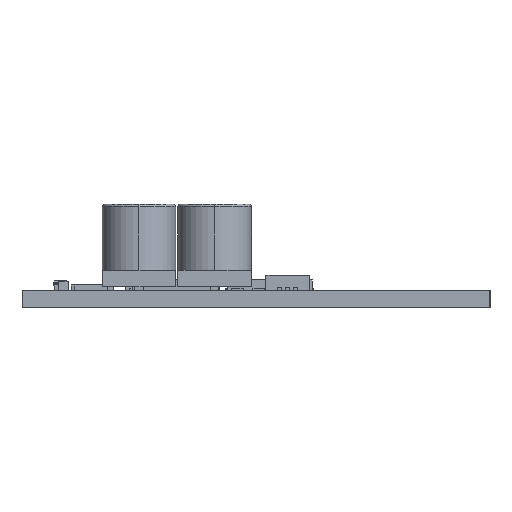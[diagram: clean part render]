
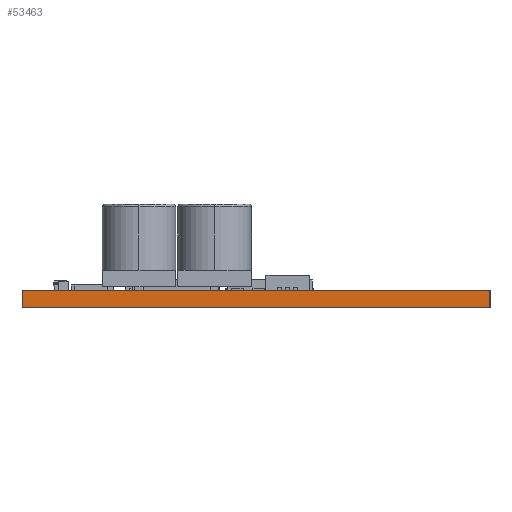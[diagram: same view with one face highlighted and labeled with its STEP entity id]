
A CAD part, left-side view. The second image highlights one B-rep face of the part: STEP entity #53463.
In plain terms, the highlighted planar face has unit normal (-1, 0, 0).
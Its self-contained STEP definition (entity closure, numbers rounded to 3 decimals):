
#522 = CARTESIAN_POINT ( 'NONE',  ( 0., 43.18, 0. ) ) ;
#1696 = ORIENTED_EDGE ( 'NONE', *, *, #42147, .T. ) ;
#1758 = ORIENTED_EDGE ( 'NONE', *, *, #18235, .T. ) ;
#2022 = DIRECTION ( 'NONE',  ( 0., -1., 0. ) ) ;
#2352 = CARTESIAN_POINT ( 'NONE',  ( 0., 43.18, 0. ) ) ;
#10695 = FACE_OUTER_BOUND ( 'NONE', #34405, .T. ) ;
#12542 = DIRECTION ( 'NONE',  ( 0., 0., -1. ) ) ;
#12833 = VERTEX_POINT ( 'NONE', #23660 ) ;
#13128 = EDGE_CURVE ( 'NONE', #50646, #15305, #35247, .T. ) ;
#14460 = VERTEX_POINT ( 'NONE', #522 ) ;
#15305 = VERTEX_POINT ( 'NONE', #47477 ) ;
#15992 = CARTESIAN_POINT ( 'NONE',  ( 0., 0., 1.575 ) ) ;
#16234 = LINE ( 'NONE', #2352, #19211 ) ;
#17411 = DIRECTION ( 'NONE',  ( 0., -1., 0. ) ) ;
#18235 = EDGE_CURVE ( 'NONE', #50646, #14460, #59435, .T. ) ;
#19211 = VECTOR ( 'NONE', #17411, 1000. ) ;
#23208 = VECTOR ( 'NONE', #12542, 1000. ) ;
#23660 = CARTESIAN_POINT ( 'NONE',  ( 0., 0., 0. ) ) ;
#24081 = EDGE_CURVE ( 'NONE', #15305, #12833, #39368, .T. ) ;
#28838 = DIRECTION ( 'NONE',  ( 0., 0., -1. ) ) ;
#30122 = DIRECTION ( 'NONE',  ( 0., 0., -1. ) ) ;
#34405 = EDGE_LOOP ( 'NONE', ( #1696, #36408, #55551, #1758 ) ) ;
#35247 = LINE ( 'NONE', #53536, #40457 ) ;
#36408 = ORIENTED_EDGE ( 'NONE', *, *, #24081, .F. ) ;
#38387 = CARTESIAN_POINT ( 'NONE',  ( 0., 43.18, 1.575 ) ) ;
#38689 = PLANE ( 'NONE',  #50894 ) ;
#39368 = LINE ( 'NONE', #15992, #40450 ) ;
#40450 = VECTOR ( 'NONE', #30122, 1000. ) ;
#40457 = VECTOR ( 'NONE', #2022, 1000. ) ;
#42147 = EDGE_CURVE ( 'NONE', #14460, #12833, #16234, .T. ) ;
#45191 = CARTESIAN_POINT ( 'NONE',  ( 0., 43.18, 1.575 ) ) ;
#46465 = CARTESIAN_POINT ( 'NONE',  ( 0., 43.18, 1.575 ) ) ;
#47477 = CARTESIAN_POINT ( 'NONE',  ( 0., 0., 1.575 ) ) ;
#50646 = VERTEX_POINT ( 'NONE', #46465 ) ;
#50894 = AXIS2_PLACEMENT_3D ( 'NONE', #38387, #57271, #28838 ) ;
#53463 = ADVANCED_FACE ( 'NONE', ( #10695 ), #38689, .F. ) ;
#53536 = CARTESIAN_POINT ( 'NONE',  ( 0., 43.18, 1.575 ) ) ;
#55551 = ORIENTED_EDGE ( 'NONE', *, *, #13128, .F. ) ;
#57271 = DIRECTION ( 'NONE',  ( 1., 0., 0. ) ) ;
#59435 = LINE ( 'NONE', #45191, #23208 ) ;
